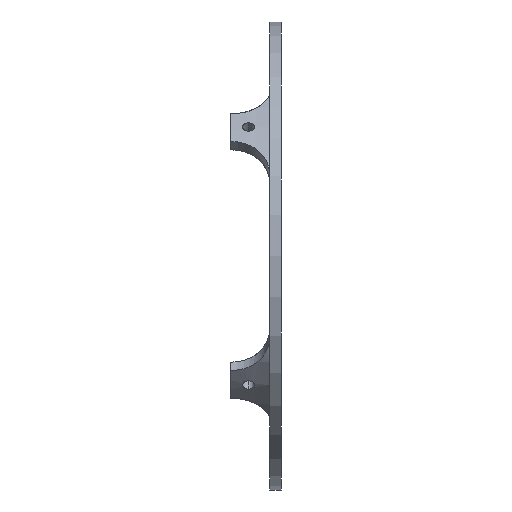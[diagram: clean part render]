
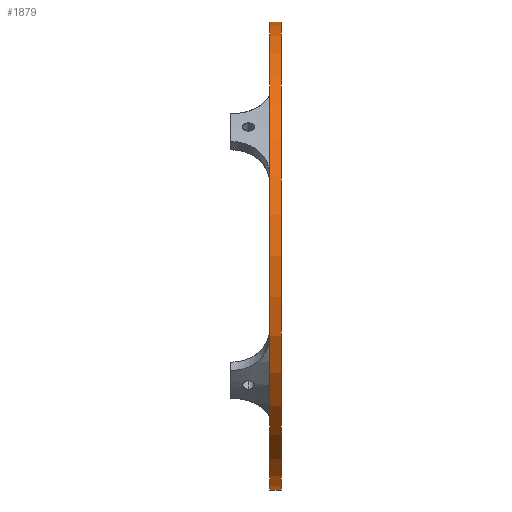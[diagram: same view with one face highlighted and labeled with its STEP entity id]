
A CAD part, left-side view. The second image highlights one B-rep face of the part: STEP entity #1879.
In plain terms, the highlighted cylindrical face has radius 60 mm (diameter 120 mm), a partial arc.
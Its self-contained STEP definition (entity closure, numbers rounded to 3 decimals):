
#97 = VERTEX_POINT ( 'NONE', #249 ) ;
#156 = CARTESIAN_POINT ( 'NONE',  ( 0., 1.5, -60. ) ) ;
#249 = CARTESIAN_POINT ( 'NONE',  ( 0., -1.5, 60. ) ) ;
#318 = CARTESIAN_POINT ( 'NONE',  ( 0., -1.5, -60. ) ) ;
#340 = LINE ( 'NONE', #156, #2010 ) ;
#366 = VECTOR ( 'NONE', #1002, 1000. ) ;
#486 = ORIENTED_EDGE ( 'NONE', *, *, #1247, .F. ) ;
#570 = DIRECTION ( 'NONE',  ( 0., -1., 0. ) ) ;
#662 = DIRECTION ( 'NONE',  ( 0., -1., 0. ) ) ;
#677 = DIRECTION ( 'NONE',  ( 0., 1., 0. ) ) ;
#732 = AXIS2_PLACEMENT_3D ( 'NONE', #2249, #677, #1406 ) ;
#769 = CARTESIAN_POINT ( 'NONE',  ( 0., 1.5, 0. ) ) ;
#857 = ORIENTED_EDGE ( 'NONE', *, *, #2030, .F. ) ;
#913 = DIRECTION ( 'NONE',  ( 0., 0., -1. ) ) ;
#945 = CIRCLE ( 'NONE', #1597, 60. ) ;
#973 = ORIENTED_EDGE ( 'NONE', *, *, #1827, .T. ) ;
#1002 = DIRECTION ( 'NONE',  ( 0., -1., 0. ) ) ;
#1029 = VERTEX_POINT ( 'NONE', #318 ) ;
#1165 = CARTESIAN_POINT ( 'NONE',  ( 0., 1.5, 60. ) ) ;
#1168 = EDGE_LOOP ( 'NONE', ( #857, #486, #1772, #973 ) ) ;
#1222 = CARTESIAN_POINT ( 'NONE',  ( 0., 1.5, 60. ) ) ;
#1242 = AXIS2_PLACEMENT_3D ( 'NONE', #769, #570, #913 ) ;
#1247 = EDGE_CURVE ( 'NONE', #1499, #2251, #945, .T. ) ;
#1255 = DIRECTION ( 'NONE',  ( 0., 1., 0. ) ) ;
#1406 = DIRECTION ( 'NONE',  ( 0., 0., 1. ) ) ;
#1413 = CARTESIAN_POINT ( 'NONE',  ( 0., 1.5, 0. ) ) ;
#1499 = VERTEX_POINT ( 'NONE', #1880 ) ;
#1597 = AXIS2_PLACEMENT_3D ( 'NONE', #1413, #1255, #1918 ) ;
#1772 = ORIENTED_EDGE ( 'NONE', *, *, #2048, .T. ) ;
#1820 = FACE_OUTER_BOUND ( 'NONE', #1168, .T. ) ;
#1827 = EDGE_CURVE ( 'NONE', #1029, #97, #2217, .T. ) ;
#1879 = ADVANCED_FACE ( 'NONE', ( #1820 ), #1980, .T. ) ;
#1880 = CARTESIAN_POINT ( 'NONE',  ( 0., 1.5, -60. ) ) ;
#1898 = LINE ( 'NONE', #1222, #366 ) ;
#1918 = DIRECTION ( 'NONE',  ( 0., 0., 1. ) ) ;
#1980 = CYLINDRICAL_SURFACE ( 'NONE', #1242, 60. ) ;
#2010 = VECTOR ( 'NONE', #662, 1000. ) ;
#2030 = EDGE_CURVE ( 'NONE', #2251, #97, #1898, .T. ) ;
#2048 = EDGE_CURVE ( 'NONE', #1499, #1029, #340, .T. ) ;
#2217 = CIRCLE ( 'NONE', #732, 60. ) ;
#2249 = CARTESIAN_POINT ( 'NONE',  ( 0., -1.5, 0. ) ) ;
#2251 = VERTEX_POINT ( 'NONE', #1165 ) ;
